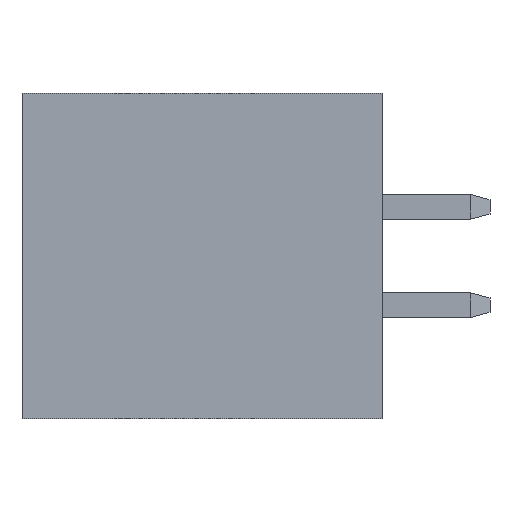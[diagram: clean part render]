
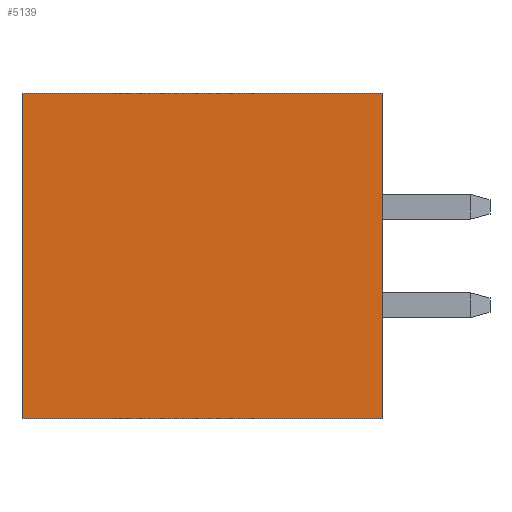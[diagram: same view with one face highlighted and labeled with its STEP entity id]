
A CAD part, left-side view. The second image highlights one B-rep face of the part: STEP entity #5139.
In plain terms, the highlighted planar face has unit normal (-1, 0, 0).
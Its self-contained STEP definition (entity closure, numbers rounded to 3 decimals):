
#937 = EDGE_CURVE ( 'NONE', #938, #939, #1534, .T. ) ;
#938 = VERTEX_POINT ( 'NONE', #1530 ) ;
#939 = VERTEX_POINT ( 'NONE', #1529 ) ;
#1529 = CARTESIAN_POINT ( 'NONE',  ( -15.23, 0., 5.47 ) ) ;
#1530 = CARTESIAN_POINT ( 'NONE',  ( -15.23, 0., -2.93 ) ) ;
#1531 = DIRECTION ( 'NONE',  ( 0., 0., 1. ) ) ;
#1532 = VECTOR ( 'NONE', #1531, 1000. ) ;
#1533 = CARTESIAN_POINT ( 'NONE',  ( -15.23, 0., 5.47 ) ) ;
#1534 = LINE ( 'NONE', #1533, #1532 ) ;
#2793 = DIRECTION ( 'NONE',  ( 0., -1., 0. ) ) ;
#2794 = VECTOR ( 'NONE', #2793, 1000. ) ;
#2795 = CARTESIAN_POINT ( 'NONE',  ( -15.23, 2.9, -2.93 ) ) ;
#2796 = LINE ( 'NONE', #2795, #2794 ) ;
#2809 = DIRECTION ( 'NONE',  ( 0., 0., 1. ) ) ;
#2810 = VECTOR ( 'NONE', #2809, 1000. ) ;
#2811 = CARTESIAN_POINT ( 'NONE',  ( -15.23, 9.3, -2.93 ) ) ;
#2812 = LINE ( 'NONE', #2811, #2810 ) ;
#2813 = DIRECTION ( 'NONE',  ( 0., -1., 0. ) ) ;
#2814 = VECTOR ( 'NONE', #2813, 1000. ) ;
#2815 = CARTESIAN_POINT ( 'NONE',  ( -15.23, 2.9, 5.47 ) ) ;
#2816 = LINE ( 'NONE', #2815, #2814 ) ;
#2823 = CARTESIAN_POINT ( 'NONE',  ( -15.23, 9.3, -2.93 ) ) ;
#2897 = CARTESIAN_POINT ( 'NONE',  ( -15.23, 9.3, 5.47 ) ) ;
#2898 = DIRECTION ( 'NONE',  ( 0., 0., -1. ) ) ;
#2899 = DIRECTION ( 'NONE',  ( 1., 0., 0. ) ) ;
#2900 = CARTESIAN_POINT ( 'NONE',  ( -15.23, 2.9, 5.47 ) ) ;
#2901 = AXIS2_PLACEMENT_3D ( 'NONE', #2900, #2899, #2898 ) ;
#2902 = PLANE ( 'NONE',  #2901 ) ;
#2903 = FACE_OUTER_BOUND ( 'NONE', #5098, .T. ) ;
#5077 = ORIENTED_EDGE ( 'NONE', *, *, #5078, .T. ) ;
#5078 = EDGE_CURVE ( 'NONE', #5101, #938, #2796, .T. ) ;
#5083 = ORIENTED_EDGE ( 'NONE', *, *, #5106, .F. ) ;
#5098 = EDGE_LOOP ( 'NONE', ( #5140, #5083, #5103, #5077 ) ) ;
#5101 = VERTEX_POINT ( 'NONE', #2823 ) ;
#5103 = ORIENTED_EDGE ( 'NONE', *, *, #5107, .F. ) ;
#5106 = EDGE_CURVE ( 'NONE', #5141, #939, #2816, .T. ) ;
#5107 = EDGE_CURVE ( 'NONE', #5101, #5141, #2812, .T. ) ;
#5139 = ADVANCED_FACE ( 'NONE', ( #2903 ), #2902, .F. ) ;
#5140 = ORIENTED_EDGE ( 'NONE', *, *, #937, .T. ) ;
#5141 = VERTEX_POINT ( 'NONE', #2897 ) ;
